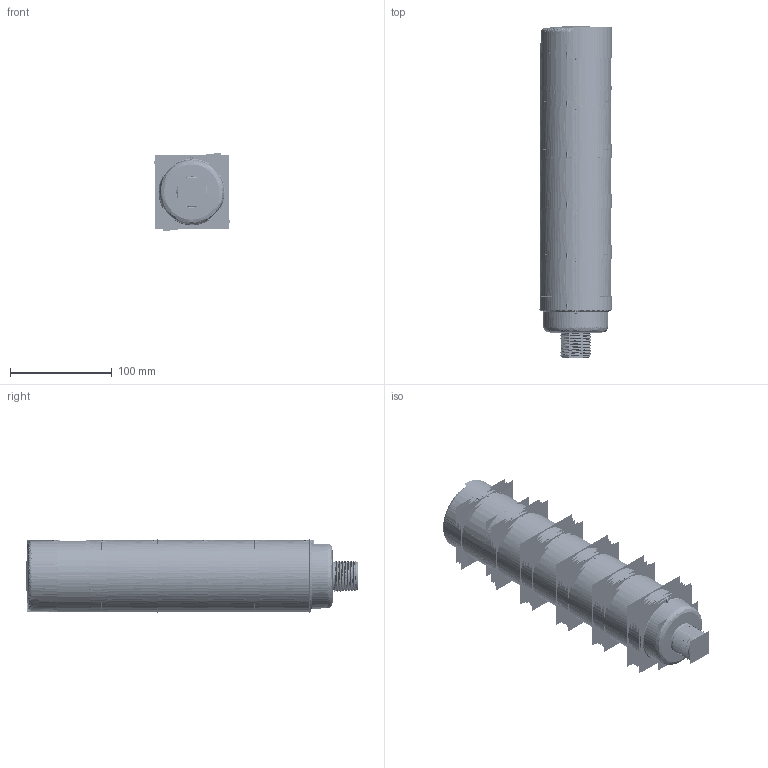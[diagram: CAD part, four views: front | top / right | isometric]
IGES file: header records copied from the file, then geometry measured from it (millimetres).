
Start section:  PTC IGES file: 199006.igs
Global section: file name: 199006.igs; native system: Creo Parametric by PTC Inc.; preprocessor: 2016260; author: pdmadmin; organization: Unknown; date: 20170310.113941; units: millimetre
Bounding box: 74.34 x 326.03 x 77.36 mm (x, y, z)
Volume: 305902.5 mm3; surface area: 1766871.3 mm2
Topology: 11 solids, 17 shells, 6718 faces, 33008 edges, 41189 vertices
Faces by surface type: revolution 3406, bspline 3312
